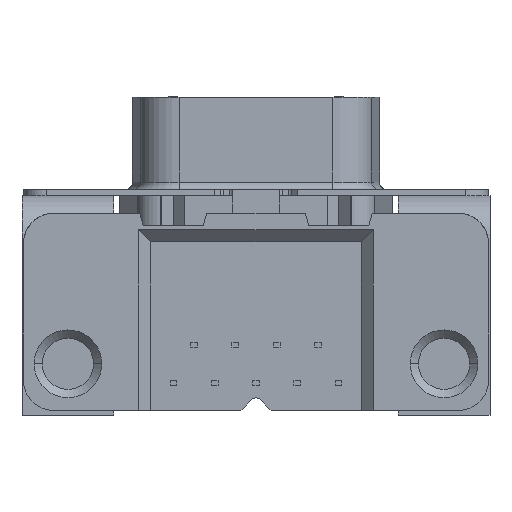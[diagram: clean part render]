
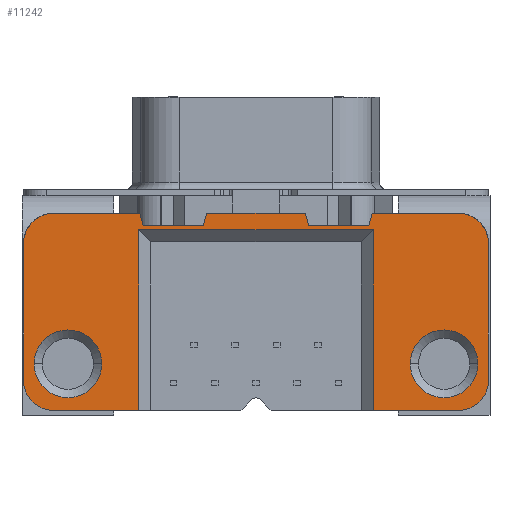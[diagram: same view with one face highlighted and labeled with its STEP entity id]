
A CAD part, front view. The second image highlights one B-rep face of the part: STEP entity #11242.
In plain terms, the highlighted planar face has unit normal (0, -1, 0).
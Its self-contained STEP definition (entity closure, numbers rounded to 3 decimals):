
#1194=CARTESIAN_POINT('',(-12.495,-7.3,-17.7));
#1195=DIRECTION('',(0.,-1.,0.));
#1196=DIRECTION('',(-1.,0.,0.));
#1197=AXIS2_PLACEMENT_3D('',#1194,#1195,#1196);
#1199=CARTESIAN_POINT('',(-12.495,-7.3,-17.7));
#1200=DIRECTION('',(0.,-1.,0.));
#1201=DIRECTION('',(1.,0.,0.));
#1202=AXIS2_PLACEMENT_3D('',#1199,#1200,#1201);
#1204=CARTESIAN_POINT('',(12.495,-7.3,-17.7));
#1205=DIRECTION('',(0.,1.,0.));
#1206=DIRECTION('',(1.,0.,0.));
#1207=AXIS2_PLACEMENT_3D('',#1204,#1205,#1206);
#1209=CARTESIAN_POINT('',(12.495,-7.3,-17.7));
#1210=DIRECTION('',(0.,1.,0.));
#1211=DIRECTION('',(-1.,0.,0.));
#1212=AXIS2_PLACEMENT_3D('',#1209,#1210,#1211);
#1214=DIRECTION('',(0.,0.,1.));
#1215=VECTOR('',#1214,12.);
#1216=CARTESIAN_POINT('',(-7.8,-7.3,-20.8));
#1217=LINE('',#1216,#1215);
#1218=CARTESIAN_POINT('',(-13.445,-7.3,-18.8));
#1219=DIRECTION('',(0.,-1.,0.));
#1220=DIRECTION('',(-1.,0.,0.));
#1221=AXIS2_PLACEMENT_3D('',#1218,#1219,#1220);
#1223=CARTESIAN_POINT('',(-13.445,-7.3,-9.7));
#1224=DIRECTION('',(0.,-1.,0.));
#1225=DIRECTION('',(0.,0.,1.));
#1226=AXIS2_PLACEMENT_3D('',#1223,#1224,#1225);
#1228=DIRECTION('',(0.259,0.,-0.966));
#1229=VECTOR('',#1228,0.828);
#1230=CARTESIAN_POINT('',(-7.714,-7.3,-7.7));
#1231=LINE('',#1230,#1229);
#1232=DIRECTION('',(1.,0.,0.));
#1233=VECTOR('',#1232,4.);
#1234=CARTESIAN_POINT('',(-7.5,-7.3,-8.5));
#1235=LINE('',#1234,#1233);
#1236=DIRECTION('',(0.259,0.,0.966));
#1237=VECTOR('',#1236,0.828);
#1238=CARTESIAN_POINT('',(-3.5,-7.3,-8.5));
#1239=LINE('',#1238,#1237);
#1240=DIRECTION('',(0.259,0.,-0.966));
#1241=VECTOR('',#1240,0.828);
#1242=CARTESIAN_POINT('',(3.286,-7.3,-7.7));
#1243=LINE('',#1242,#1241);
#1244=DIRECTION('',(1.,0.,0.));
#1245=VECTOR('',#1244,4.);
#1246=CARTESIAN_POINT('',(3.5,-7.3,-8.5));
#1247=LINE('',#1246,#1245);
#1248=DIRECTION('',(0.259,0.,0.966));
#1249=VECTOR('',#1248,0.828);
#1250=CARTESIAN_POINT('',(7.5,-7.3,-8.5));
#1251=LINE('',#1250,#1249);
#1252=CARTESIAN_POINT('',(13.445,-7.3,-9.7));
#1253=DIRECTION('',(0.,-1.,0.));
#1254=DIRECTION('',(1.,0.,0.));
#1255=AXIS2_PLACEMENT_3D('',#1252,#1253,#1254);
#1257=DIRECTION('',(0.,0.,-1.));
#1258=VECTOR('',#1257,9.1);
#1259=CARTESIAN_POINT('',(15.445,-7.3,-9.7));
#1260=LINE('',#1259,#1258);
#1261=CARTESIAN_POINT('',(13.445,-7.3,-18.8));
#1262=DIRECTION('',(0.,-1.,0.));
#1263=DIRECTION('',(0.,0.,-1.));
#1264=AXIS2_PLACEMENT_3D('',#1261,#1262,#1263);
#1266=DIRECTION('',(0.,0.,-1.));
#1267=VECTOR('',#1266,12.);
#1268=CARTESIAN_POINT('',(7.8,-7.3,-8.8));
#1269=LINE('',#1268,#1267);
#1270=DIRECTION('',(1.,0.,0.));
#1271=VECTOR('',#1270,15.6);
#1272=CARTESIAN_POINT('',(-7.8,-7.3,-8.8));
#1273=LINE('',#1272,#1271);
#1378=DIRECTION('',(-1.,0.,0.));
#1379=VECTOR('',#1378,5.645);
#1380=CARTESIAN_POINT('',(-7.8,-7.3,-20.8));
#1381=LINE('',#1380,#1379);
#1386=DIRECTION('',(-1.,0.,0.));
#1387=VECTOR('',#1386,5.645);
#1388=CARTESIAN_POINT('',(13.445,-7.3,-20.8));
#1389=LINE('',#1388,#1387);
#1759=DIRECTION('',(-1.,0.,0.));
#1760=VECTOR('',#1759,6.571);
#1761=CARTESIAN_POINT('',(3.286,-7.3,-7.7));
#1762=LINE('',#1761,#1760);
#1791=DIRECTION('',(-1.,0.,0.));
#1792=VECTOR('',#1791,5.731);
#1793=CARTESIAN_POINT('',(13.445,-7.3,-7.7));
#1794=LINE('',#1793,#1792);
#1799=DIRECTION('',(-1.,0.,0.));
#1800=VECTOR('',#1799,5.731);
#1801=CARTESIAN_POINT('',(-7.714,-7.3,-7.7));
#1802=LINE('',#1801,#1800);
#3762=DIRECTION('',(0.,0.,-1.));
#3763=VECTOR('',#3762,9.1);
#3764=CARTESIAN_POINT('',(-15.445,-7.3,-9.7));
#3765=LINE('',#3764,#3763);
#8117=CARTESIAN_POINT('',(-14.745,-7.3,-17.7));
#8118=CARTESIAN_POINT('',(-10.245,-7.3,-17.7));
#8119=VERTEX_POINT('',#8117);
#8120=VERTEX_POINT('',#8118);
#8597=CARTESIAN_POINT('',(15.445,-7.3,-9.7));
#8598=CARTESIAN_POINT('',(15.445,-7.3,-18.8));
#8599=VERTEX_POINT('',#8597);
#8600=VERTEX_POINT('',#8598);
#8601=CARTESIAN_POINT('',(-15.445,-7.3,-9.7));
#8602=CARTESIAN_POINT('',(-15.445,-7.3,-18.8));
#8603=VERTEX_POINT('',#8601);
#8604=VERTEX_POINT('',#8602);
#8643=CARTESIAN_POINT('',(13.445,-7.3,-20.8));
#8644=VERTEX_POINT('',#8643);
#8653=CARTESIAN_POINT('',(13.445,-7.3,-7.7));
#8654=VERTEX_POINT('',#8653);
#8655=CARTESIAN_POINT('',(-13.445,-7.3,-7.7));
#8656=VERTEX_POINT('',#8655);
#8663=CARTESIAN_POINT('',(-13.445,-7.3,-20.8));
#8664=VERTEX_POINT('',#8663);
#8717=CARTESIAN_POINT('',(3.286,-7.3,-7.7));
#8719=VERTEX_POINT('',#8717);
#8721=CARTESIAN_POINT('',(7.714,-7.3,-7.7));
#8723=VERTEX_POINT('',#8721);
#8725=CARTESIAN_POINT('',(-7.714,-7.3,-7.7));
#8727=VERTEX_POINT('',#8725);
#8729=CARTESIAN_POINT('',(-3.286,-7.3,-7.7));
#8731=VERTEX_POINT('',#8729);
#8733=CARTESIAN_POINT('',(3.5,-7.3,-8.5));
#8734=VERTEX_POINT('',#8733);
#8735=CARTESIAN_POINT('',(7.5,-7.3,-8.5));
#8736=VERTEX_POINT('',#8735);
#8737=CARTESIAN_POINT('',(-7.5,-7.3,-8.5));
#8738=VERTEX_POINT('',#8737);
#8739=CARTESIAN_POINT('',(-3.5,-7.3,-8.5));
#8740=VERTEX_POINT('',#8739);
#8766=CARTESIAN_POINT('',(-7.8,-7.3,-20.8));
#8768=VERTEX_POINT('',#8766);
#8769=CARTESIAN_POINT('',(-7.8,-7.3,-8.8));
#8770=VERTEX_POINT('',#8769);
#8773=CARTESIAN_POINT('',(7.8,-7.3,-8.8));
#8774=VERTEX_POINT('',#8773);
#8777=CARTESIAN_POINT('',(7.8,-7.3,-20.8));
#8779=VERTEX_POINT('',#8777);
#9488=CARTESIAN_POINT('',(14.745,-7.3,-17.7));
#9489=VERTEX_POINT('',#9488);
#9490=CARTESIAN_POINT('',(10.245,-7.3,-17.7));
#9491=VERTEX_POINT('',#9490);
#11184=CARTESIAN_POINT('',(15.445,-7.3,-7.7));
#11185=DIRECTION('',(0.,-1.,0.));
#11186=DIRECTION('',(-1.,0.,0.));
#11187=AXIS2_PLACEMENT_3D('',#11184,#11185,#11186);
#11188=PLANE('',#11187);
#11190=ORIENTED_EDGE('',*,*,#11189,.F.);
#11192=ORIENTED_EDGE('',*,*,#11191,.T.);
#11194=ORIENTED_EDGE('',*,*,#11193,.F.);
#11196=ORIENTED_EDGE('',*,*,#11195,.F.);
#11197=ORIENTED_EDGE('',*,*,#11172,.F.);
#11199=ORIENTED_EDGE('',*,*,#11198,.F.);
#11201=ORIENTED_EDGE('',*,*,#11200,.T.);
#11203=ORIENTED_EDGE('',*,*,#11202,.T.);
#11205=ORIENTED_EDGE('',*,*,#11204,.T.);
#11207=ORIENTED_EDGE('',*,*,#11206,.F.);
#11209=ORIENTED_EDGE('',*,*,#11208,.T.);
#11211=ORIENTED_EDGE('',*,*,#11210,.T.);
#11213=ORIENTED_EDGE('',*,*,#11212,.T.);
#11215=ORIENTED_EDGE('',*,*,#11214,.F.);
#11217=ORIENTED_EDGE('',*,*,#11216,.F.);
#11219=ORIENTED_EDGE('',*,*,#11218,.T.);
#11221=ORIENTED_EDGE('',*,*,#11220,.F.);
#11223=ORIENTED_EDGE('',*,*,#11222,.T.);
#11225=ORIENTED_EDGE('',*,*,#11224,.F.);
#11227=ORIENTED_EDGE('',*,*,#11226,.F.);
#11228=EDGE_LOOP('',(#11190,#11192,#11194,#11196,#11197,#11199,#11201,#11203,
#11205,#11207,#11209,#11211,#11213,#11215,#11217,#11219,#11221,#11223,#11225,
#11227));
#11229=FACE_OUTER_BOUND('',#11228,.F.);
#11231=ORIENTED_EDGE('',*,*,#11230,.F.);
#11233=ORIENTED_EDGE('',*,*,#11232,.F.);
#11234=EDGE_LOOP('',(#11231,#11233));
#11235=FACE_BOUND('',#11234,.F.);
#11237=ORIENTED_EDGE('',*,*,#11236,.T.);
#11239=ORIENTED_EDGE('',*,*,#11238,.T.);
#11240=EDGE_LOOP('',(#11237,#11239));
#11241=FACE_BOUND('',#11240,.F.);
#1198=CIRCLE('',#1197,2.25);
#1203=CIRCLE('',#1202,2.25);
#1208=CIRCLE('',#1207,2.25);
#1213=CIRCLE('',#1212,2.25);
#1222=CIRCLE('',#1221,2.);
#1227=CIRCLE('',#1226,2.);
#1256=CIRCLE('',#1255,2.);
#1265=CIRCLE('',#1264,2.);
#11172=EDGE_CURVE('',#8656,#8603,#1227,.T.);
#11189=EDGE_CURVE('',#8768,#8770,#1217,.T.);
#11191=EDGE_CURVE('',#8768,#8664,#1381,.T.);
#11193=EDGE_CURVE('',#8604,#8664,#1222,.T.);
#11195=EDGE_CURVE('',#8603,#8604,#3765,.T.);
#11198=EDGE_CURVE('',#8727,#8656,#1802,.T.);
#11200=EDGE_CURVE('',#8727,#8738,#1231,.T.);
#11202=EDGE_CURVE('',#8738,#8740,#1235,.T.);
#11204=EDGE_CURVE('',#8740,#8731,#1239,.T.);
#11206=EDGE_CURVE('',#8719,#8731,#1762,.T.);
#11208=EDGE_CURVE('',#8719,#8734,#1243,.T.);
#11210=EDGE_CURVE('',#8734,#8736,#1247,.T.);
#11212=EDGE_CURVE('',#8736,#8723,#1251,.T.);
#11214=EDGE_CURVE('',#8654,#8723,#1794,.T.);
#11216=EDGE_CURVE('',#8599,#8654,#1256,.T.);
#11218=EDGE_CURVE('',#8599,#8600,#1260,.T.);
#11220=EDGE_CURVE('',#8644,#8600,#1265,.T.);
#11222=EDGE_CURVE('',#8644,#8779,#1389,.T.);
#11224=EDGE_CURVE('',#8774,#8779,#1269,.T.);
#11226=EDGE_CURVE('',#8770,#8774,#1273,.T.);
#11230=EDGE_CURVE('',#9489,#9491,#1208,.T.);
#11232=EDGE_CURVE('',#9491,#9489,#1213,.T.);
#11236=EDGE_CURVE('',#8119,#8120,#1198,.T.);
#11238=EDGE_CURVE('',#8120,#8119,#1203,.T.);
#11242=ADVANCED_FACE('',(#11229,#11235,#11241),#11188,.T.);
